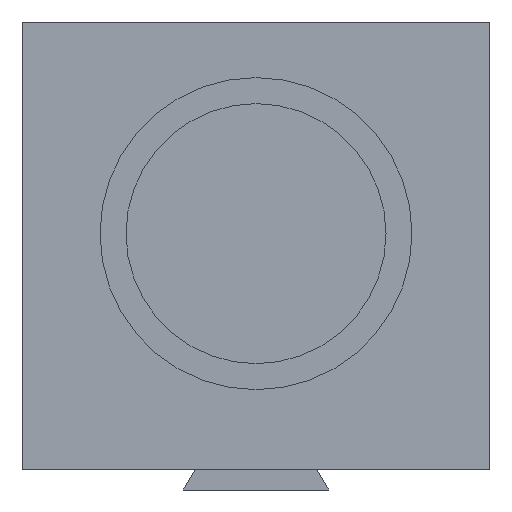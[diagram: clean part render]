
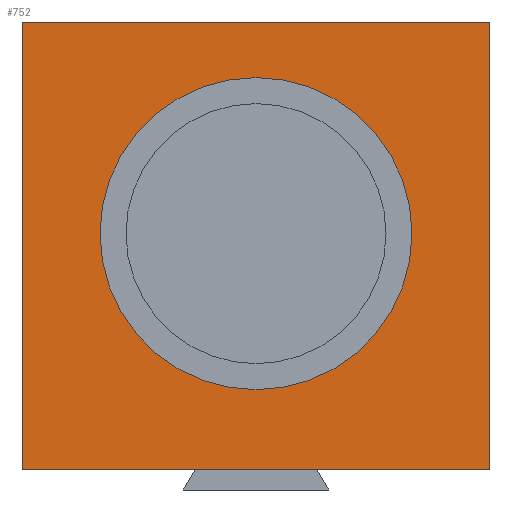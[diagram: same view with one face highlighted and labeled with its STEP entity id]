
A CAD part, front view. The second image highlights one B-rep face of the part: STEP entity #752.
In plain terms, the highlighted face is planar.
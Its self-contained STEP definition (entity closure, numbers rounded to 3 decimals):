
#77=DIRECTION('',(-1.,0.,0.));
#78=VECTOR('',#77,45.);
#79=CARTESIAN_POINT('',(22.5,20.5,27.));
#80=LINE('',#79,#78);
#81=DIRECTION('',(0.,1.,0.));
#82=VECTOR('',#81,43.);
#83=CARTESIAN_POINT('',(22.5,-22.5,27.));
#84=LINE('',#83,#82);
#85=DIRECTION('',(1.,0.,0.));
#86=VECTOR('',#85,45.);
#87=CARTESIAN_POINT('',(-22.5,-22.5,27.));
#88=LINE('',#87,#86);
#89=DIRECTION('',(0.,-1.,0.));
#90=VECTOR('',#89,43.);
#91=CARTESIAN_POINT('',(-22.5,20.5,27.));
#92=LINE('',#91,#90);
#93=CARTESIAN_POINT('',(0.,0.15,27.));
#94=DIRECTION('',(0.,0.,-1.));
#95=DIRECTION('',(1.,0.,0.));
#96=AXIS2_PLACEMENT_3D('',#93,#94,#95);
#98=CARTESIAN_POINT('',(0.,0.15,27.));
#99=DIRECTION('',(0.,0.,-1.));
#100=DIRECTION('',(-1.,0.,0.));
#101=AXIS2_PLACEMENT_3D('',#98,#99,#100);
#455=CARTESIAN_POINT('',(15.,0.15,27.));
#457=VERTEX_POINT('',#455);
#461=CARTESIAN_POINT('',(-15.,0.15,27.));
#462=VERTEX_POINT('',#461);
#536=CARTESIAN_POINT('',(22.5,20.5,27.));
#538=VERTEX_POINT('',#536);
#541=CARTESIAN_POINT('',(-22.5,20.5,27.));
#542=VERTEX_POINT('',#541);
#555=CARTESIAN_POINT('',(22.5,-22.5,27.));
#556=VERTEX_POINT('',#555);
#557=CARTESIAN_POINT('',(-22.5,-22.5,27.));
#558=VERTEX_POINT('',#557);
#735=CARTESIAN_POINT('',(0.,-1.,27.));
#736=DIRECTION('',(0.,0.,1.));
#737=DIRECTION('',(1.,0.,0.));
#738=AXIS2_PLACEMENT_3D('',#735,#736,#737);
#739=PLANE('',#738);
#740=ORIENTED_EDGE('',*,*,#676,.F.);
#741=ORIENTED_EDGE('',*,*,#691,.F.);
#742=ORIENTED_EDGE('',*,*,#706,.F.);
#743=ORIENTED_EDGE('',*,*,#728,.F.);
#744=EDGE_LOOP('',(#740,#741,#742,#743));
#745=FACE_OUTER_BOUND('',#744,.F.);
#747=ORIENTED_EDGE('',*,*,#746,.F.);
#749=ORIENTED_EDGE('',*,*,#748,.F.);
#750=EDGE_LOOP('',(#747,#749));
#751=FACE_BOUND('',#750,.F.);
#752=ADVANCED_FACE('',(#745,#751),#739,.T.);
#97=CIRCLE('',#96,15.);
#102=CIRCLE('',#101,15.);
#676=EDGE_CURVE('',#538,#542,#80,.T.);
#691=EDGE_CURVE('',#556,#538,#84,.T.);
#706=EDGE_CURVE('',#558,#556,#88,.T.);
#728=EDGE_CURVE('',#542,#558,#92,.T.);
#746=EDGE_CURVE('',#457,#462,#97,.T.);
#748=EDGE_CURVE('',#462,#457,#102,.T.);
